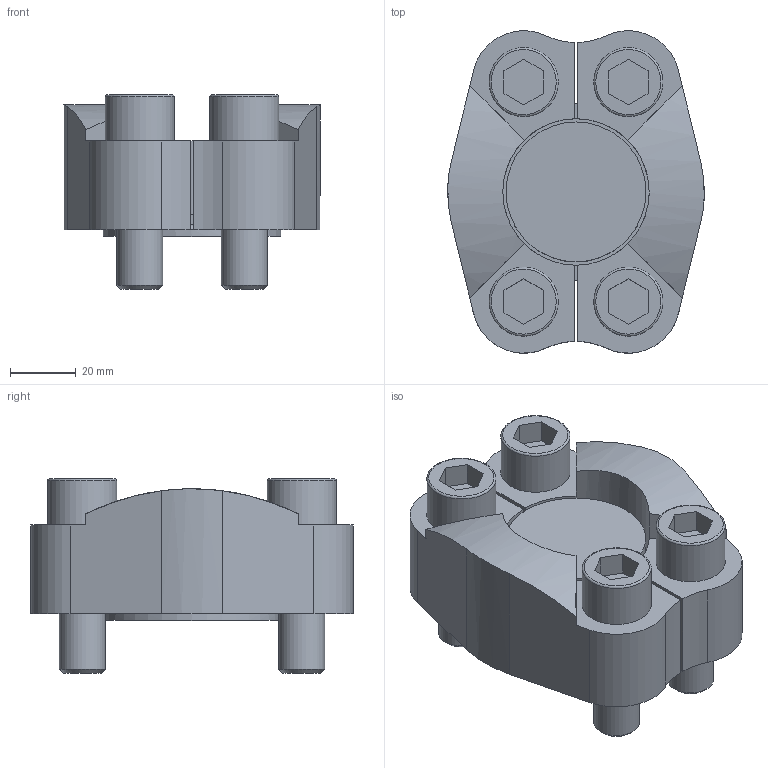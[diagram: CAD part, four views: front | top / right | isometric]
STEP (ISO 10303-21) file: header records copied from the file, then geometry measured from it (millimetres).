
FILE_DESCRIPTION(/* description */ ('STEP AP203'),/* implementation_level */ '2;1');
FILE_NAME(/* name */ 'SAE Blind Flange AFAB 32-6-01',/* time_stamp */ '2023-07-21T09:06:23+02:00',/* author */ ('License CC BY-ND 4.0'),/* organization */ ('CADENAS'),/* preprocessor_version */ 'ST-DEVELOPER v19.3',/* originating_system */ 'PARTsolutions',/* authorisation */ ' ');
FILE_SCHEMA (('CONFIG_CONTROL_DESIGN'));
Length unit declared in the file: millimetre
Products named in the file (1): SAE Blindflansch AFAB 32-6-01
Bounding box: 77.91 x 97.98 x 59 mm (x, y, z)
Volume: 215269.5 mm3; surface area: 51544.5 mm2
Topology: 1 solids, 2 shells, 112 faces, 261 edges, 167 vertices
Faces by surface type: plane 66, cylinder 35, torus 7, cone 4
Full cylindrical faces by diameter (mm): 14 x4, 15 x4, 21 x4, 37.69 x2, 42.5 x1, 44.75 x1, 54 x1
Entity records: 3077 total; most frequent: CARTESIAN_POINT 548, DIRECTION 536, ORIENTED_EDGE 458, EDGE_CURVE 229, AXIS2_PLACEMENT_3D 202, VERTEX_POINT 163, EDGE_LOOP 160, FACE_BOUND 160
